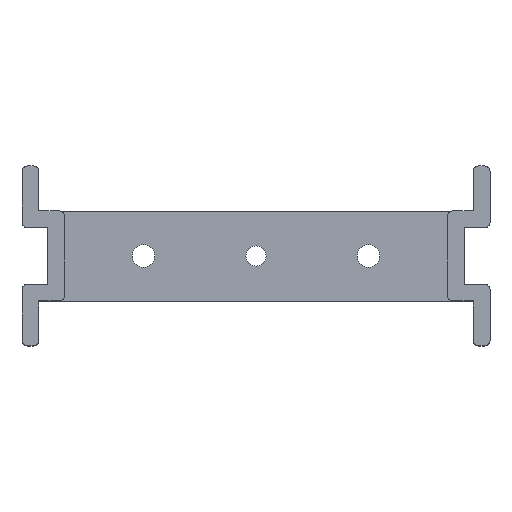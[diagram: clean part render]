
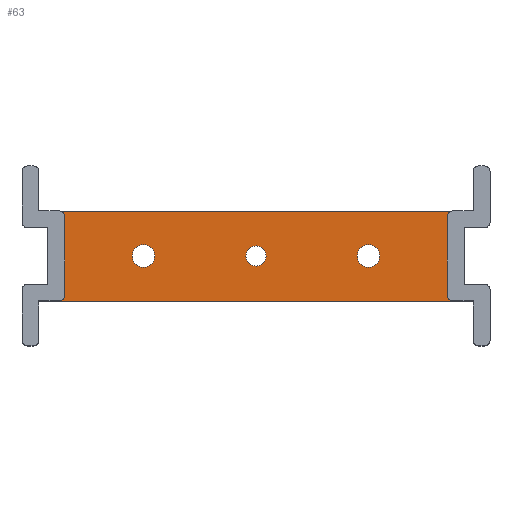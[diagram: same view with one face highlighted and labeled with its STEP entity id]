
A CAD part, top view. The second image highlights one B-rep face of the part: STEP entity #63.
In plain terms, the highlighted planar face has unit normal (0, 0, 1).
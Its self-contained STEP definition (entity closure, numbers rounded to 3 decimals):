
#63=ADVANCED_FACE('',(#220,#222,#224,#226),#228,.T.);
#220=FACE_BOUND('',#221,.T.);
#221=EDGE_LOOP('',(#597,#598,#599,#600,#601,#602,#603,#604));
#222=FACE_BOUND('',#223,.T.);
#223=EDGE_LOOP('',(#605));
#224=FACE_BOUND('',#225,.T.);
#225=EDGE_LOOP('',(#606));
#226=FACE_BOUND('',#227,.T.);
#227=EDGE_LOOP('',(#607));
#228=PLANE('',#229);
#229=AXIS2_PLACEMENT_3D('',#230,#231,#232);
#230=CARTESIAN_POINT('',(0.,0.,3.));
#231=DIRECTION('',(0.,0.,1.));
#232=DIRECTION('',(-1.,0.,0.));
#597=ORIENTED_EDGE('',*,*,#838,.F.);
#598=ORIENTED_EDGE('',*,*,#765,.T.);
#599=ORIENTED_EDGE('',*,*,#839,.F.);
#600=ORIENTED_EDGE('',*,*,#802,.F.);
#601=ORIENTED_EDGE('',*,*,#840,.F.);
#602=ORIENTED_EDGE('',*,*,#751,.T.);
#603=ORIENTED_EDGE('',*,*,#841,.F.);
#604=ORIENTED_EDGE('',*,*,#842,.F.);
#605=ORIENTED_EDGE('',*,*,#843,.T.);
#606=ORIENTED_EDGE('',*,*,#844,.T.);
#607=ORIENTED_EDGE('',*,*,#845,.T.);
#751=EDGE_CURVE('',#887,#884,#888,.T.);
#765=EDGE_CURVE('',#901,#913,#915,.T.);
#802=EDGE_CURVE('',#980,#978,#982,.T.);
#838=EDGE_CURVE('',#901,#1041,#1042,.F.);
#839=EDGE_CURVE('',#978,#913,#1043,.F.);
#840=EDGE_CURVE('',#887,#980,#1044,.F.);
#841=EDGE_CURVE('',#1045,#884,#1046,.F.);
#842=EDGE_CURVE('',#1041,#1045,#1047,.T.);
#843=EDGE_CURVE('',#1048,#1048,#1049,.F.);
#844=EDGE_CURVE('',#1050,#1050,#1051,.F.);
#845=EDGE_CURVE('',#1052,#1052,#1053,.F.);
#884=VERTEX_POINT('',#1112);
#887=VERTEX_POINT('',#1117);
#888=LINE('',#1118,#1119);
#901=VERTEX_POINT('',#1145);
#913=VERTEX_POINT('',#1169);
#915=LINE('',#1173,#1174);
#978=VERTEX_POINT('',#1318);
#980=VERTEX_POINT('',#1322);
#982=LINE('',#1326,#1327);
#1041=VERTEX_POINT('',#1472);
#1042=CIRCLE('',#1473,1.);
#1043=CIRCLE('',#1477,1.);
#1044=CIRCLE('',#1481,1.);
#1045=VERTEX_POINT('',#1485);
#1046=CIRCLE('',#1486,1.);
#1047=LINE('',#1490,#1491);
#1048=VERTEX_POINT('',#1493);
#1049=CIRCLE('',#1494,1.8);
#1050=VERTEX_POINT('',#1498);
#1051=CIRCLE('',#1499,2.);
#1052=VERTEX_POINT('',#1503);
#1053=CIRCLE('',#1504,2.);
#1112=CARTESIAN_POINT('',(35.,-8.,3.));
#1117=CARTESIAN_POINT('',(-35.,-8.,3.));
#1118=CARTESIAN_POINT('',(-35.,-8.,3.));
#1119=VECTOR('',#1120,1.);
#1120=DIRECTION('',(1.,0.,0.));
#1145=CARTESIAN_POINT('',(35.,8.,3.));
#1169=CARTESIAN_POINT('',(-35.,8.,3.));
#1173=CARTESIAN_POINT('',(35.,8.,3.));
#1174=VECTOR('',#1175,1.);
#1175=DIRECTION('',(-1.,0.,0.));
#1318=CARTESIAN_POINT('',(-34.,7.,3.));
#1322=CARTESIAN_POINT('',(-34.,-7.,3.));
#1326=CARTESIAN_POINT('',(-34.,-7.,3.));
#1327=VECTOR('',#1328,1.);
#1328=DIRECTION('',(0.,1.,0.));
#1472=CARTESIAN_POINT('',(34.,7.,3.));
#1473=AXIS2_PLACEMENT_3D('',#1474,#1475,#1476);
#1474=CARTESIAN_POINT('',(35.,7.,3.));
#1475=DIRECTION('',(0.,0.,-1.));
#1476=DIRECTION('',(-1.,0.,0.));
#1477=AXIS2_PLACEMENT_3D('',#1478,#1479,#1480);
#1478=CARTESIAN_POINT('',(-35.,7.,3.));
#1479=DIRECTION('',(0.,0.,-1.));
#1480=DIRECTION('',(0.,1.,0.));
#1481=AXIS2_PLACEMENT_3D('',#1482,#1483,#1484);
#1482=CARTESIAN_POINT('',(-35.,-7.,3.));
#1483=DIRECTION('',(0.,0.,-1.));
#1484=DIRECTION('',(1.,0.,0.));
#1485=CARTESIAN_POINT('',(34.,-7.,3.));
#1486=AXIS2_PLACEMENT_3D('',#1487,#1488,#1489);
#1487=CARTESIAN_POINT('',(35.,-7.,3.));
#1488=DIRECTION('',(0.,0.,-1.));
#1489=DIRECTION('',(0.,-1.,0.));
#1490=CARTESIAN_POINT('',(34.,7.,3.));
#1491=VECTOR('',#1492,1.);
#1492=DIRECTION('',(0.,-1.,0.));
#1493=CARTESIAN_POINT('',(-1.8,0.,3.));
#1494=AXIS2_PLACEMENT_3D('',#1495,#1496,#1497);
#1495=CARTESIAN_POINT('',(0.,0.,3.));
#1496=DIRECTION('',(0.,0.,1.));
#1497=DIRECTION('',(-1.,0.,0.));
#1498=CARTESIAN_POINT('',(-22.,0.,3.));
#1499=AXIS2_PLACEMENT_3D('',#1500,#1501,#1502);
#1500=CARTESIAN_POINT('',(-20.,0.,3.));
#1501=DIRECTION('',(0.,0.,1.));
#1502=DIRECTION('',(-1.,0.,0.));
#1503=CARTESIAN_POINT('',(18.,0.,3.));
#1504=AXIS2_PLACEMENT_3D('',#1505,#1506,#1507);
#1505=CARTESIAN_POINT('',(20.,0.,3.));
#1506=DIRECTION('',(0.,0.,1.));
#1507=DIRECTION('',(-1.,0.,0.));
